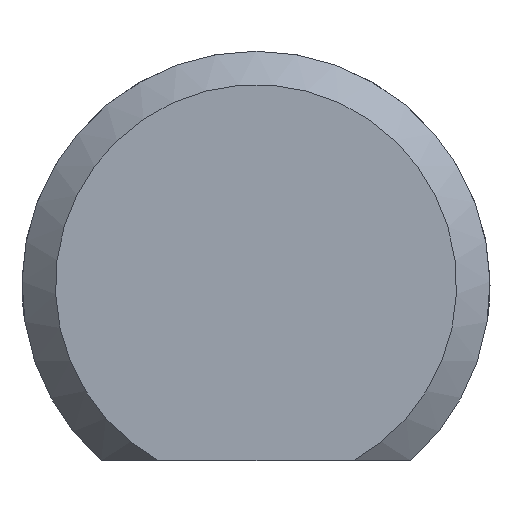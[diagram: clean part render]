
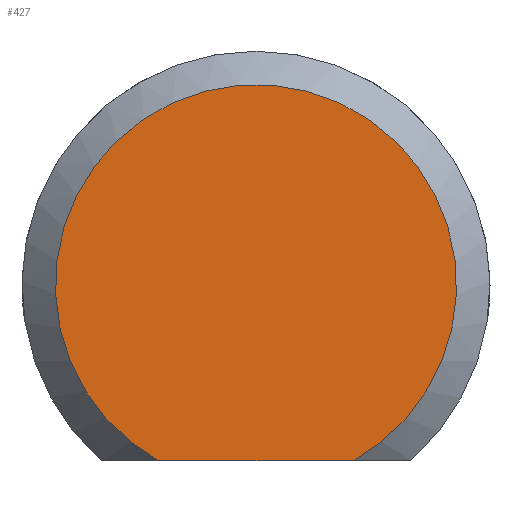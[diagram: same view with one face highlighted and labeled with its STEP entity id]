
A CAD part, front view. The second image highlights one B-rep face of the part: STEP entity #427.
In plain terms, the highlighted planar face has unit normal (0, -1, 0).
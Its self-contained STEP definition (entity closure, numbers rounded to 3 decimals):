
#25=LINE('',#643,#67);
#67=VECTOR('',#516,10.);
#109=PLANE('',#470);
#132=FACE_OUTER_BOUND('',#159,.T.);
#159=EDGE_LOOP('',(#302,#303));
#187=CIRCLE('',#469,12.);
#198=VERTEX_POINT('',#630);
#201=VERTEX_POINT('',#637);
#239=EDGE_CURVE('',#201,#198,#187,.T.);
#240=EDGE_CURVE('',#201,#198,#25,.T.);
#302=ORIENTED_EDGE('',*,*,#239,.F.);
#303=ORIENTED_EDGE('',*,*,#240,.T.);
#427=ADVANCED_FACE('',(#132),#109,.F.);
#469=AXIS2_PLACEMENT_3D('',#641,#512,#513);
#470=AXIS2_PLACEMENT_3D('',#642,#514,#515);
#512=DIRECTION('center_axis',(0.,1.,0.));
#513=DIRECTION('ref_axis',(1.,0.,0.));
#514=DIRECTION('center_axis',(0.,1.,0.));
#515=DIRECTION('ref_axis',(1.,0.,0.));
#516=DIRECTION('',(1.,0.,0.));
#630=CARTESIAN_POINT('',(5.809,0.,-10.5));
#637=CARTESIAN_POINT('',(-5.809,0.,-10.5));
#641=CARTESIAN_POINT('Origin',(0.,0.,0.));
#642=CARTESIAN_POINT('Origin',(0.,0.,0.));
#643=CARTESIAN_POINT('',(-4.63,0.,-10.5));
